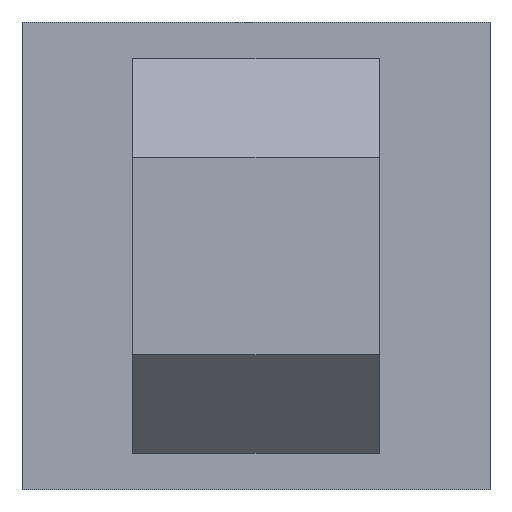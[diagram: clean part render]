
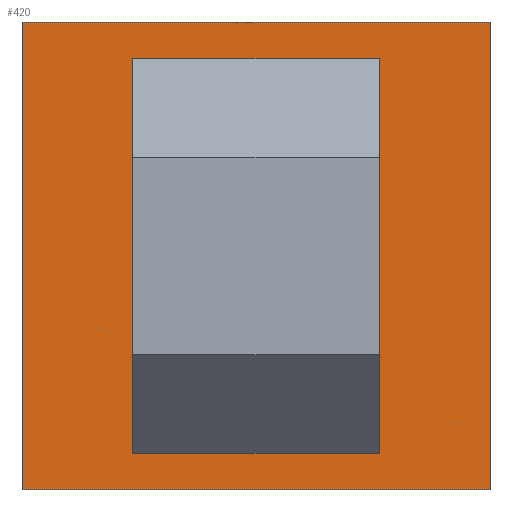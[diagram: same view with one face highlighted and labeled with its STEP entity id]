
A CAD part, front view. The second image highlights one B-rep face of the part: STEP entity #420.
In plain terms, the highlighted planar face has unit normal (0, -1, 0).
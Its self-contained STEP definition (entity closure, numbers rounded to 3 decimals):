
#6 = VECTOR ( 'NONE', #184, 1000. ) ;
#21 = VECTOR ( 'NONE', #186, 1000. ) ;
#22 = VECTOR ( 'NONE', #157, 1000. ) ;
#28 = VECTOR ( 'NONE', #265, 1000. ) ;
#29 = VECTOR ( 'NONE', #202, 1000. ) ;
#30 = VECTOR ( 'NONE', #262, 1000. ) ;
#37 = AXIS2_PLACEMENT_3D ( 'NONE', #234, #233, #232 ) ;
#47 = CIRCLE ( 'NONE', #37, 5. ) ;
#48 = VECTOR ( 'NONE', #215, 1000. ) ;
#60 = EDGE_CURVE ( 'NONE', #496, #476, #631, .T. ) ;
#61 = EDGE_CURVE ( 'NONE', #476, #477, #628, .T. ) ;
#73 = EDGE_CURVE ( 'NONE', #477, #471, #47, .T. ) ;
#95 = DIRECTION ( 'NONE',  ( 0., 0., 1. ) ) ;
#96 = CARTESIAN_POINT ( 'NONE',  ( -9.5, 0., -19. ) ) ;
#116 = DIRECTION ( 'NONE',  ( 0., 0., -1. ) ) ;
#117 = DIRECTION ( 'NONE',  ( 0., -1., 0. ) ) ;
#118 = CARTESIAN_POINT ( 'NONE',  ( 0., 0., -9.5 ) ) ;
#157 = DIRECTION ( 'NONE',  ( 1., 0., 0. ) ) ;
#158 = CARTESIAN_POINT ( 'NONE',  ( -9.5, 0., 0. ) ) ;
#184 = DIRECTION ( 'NONE',  ( 0., 0., 1. ) ) ;
#185 = CARTESIAN_POINT ( 'NONE',  ( 9.5, 0., -19. ) ) ;
#186 = DIRECTION ( 'NONE',  ( -1., 0., 0. ) ) ;
#187 = CARTESIAN_POINT ( 'NONE',  ( 0., 0., -4.5 ) ) ;
#202 = DIRECTION ( 'NONE',  ( 0., 0., 1. ) ) ;
#203 = CARTESIAN_POINT ( 'NONE',  ( 5., 0., -9.5 ) ) ;
#215 = DIRECTION ( 'NONE',  ( 1., 0., 0. ) ) ;
#216 = CARTESIAN_POINT ( 'NONE',  ( -9.5, 0., -19. ) ) ;
#232 = DIRECTION ( 'NONE',  ( 0., 0., -1. ) ) ;
#233 = DIRECTION ( 'NONE',  ( 0., -1., 0. ) ) ;
#234 = CARTESIAN_POINT ( 'NONE',  ( 0., 0., -9.5 ) ) ;
#262 = DIRECTION ( 'NONE',  ( 1., 0., 0. ) ) ;
#264 = CARTESIAN_POINT ( 'NONE',  ( 0., 0., -14.5 ) ) ;
#265 = DIRECTION ( 'NONE',  ( 0., 0., -1. ) ) ;
#267 = CARTESIAN_POINT ( 'NONE',  ( -5., 0., -9.5 ) ) ;
#278 = CARTESIAN_POINT ( 'NONE',  ( 5., 0., -4.5 ) ) ;
#295 = CARTESIAN_POINT ( 'NONE',  ( 0., 0., -4.5 ) ) ;
#297 = CARTESIAN_POINT ( 'NONE',  ( 9.5, 0., -19. ) ) ;
#298 = CARTESIAN_POINT ( 'NONE',  ( -5., 0., -9.5 ) ) ;
#314 = CARTESIAN_POINT ( 'NONE',  ( 9.5, 0., 0. ) ) ;
#315 = CARTESIAN_POINT ( 'NONE',  ( -9.5, 0., 0. ) ) ;
#319 = CARTESIAN_POINT ( 'NONE',  ( -9.5, 0., -19. ) ) ;
#324 = CARTESIAN_POINT ( 'NONE',  ( 0., 0., -14.5 ) ) ;
#325 = CARTESIAN_POINT ( 'NONE',  ( -5., 0., -14.5 ) ) ;
#329 = CARTESIAN_POINT ( 'NONE',  ( 5., 0., -9.5 ) ) ;
#348 = DIRECTION ( 'NONE',  ( 0., 0., -1. ) ) ;
#349 = DIRECTION ( 'NONE',  ( 0., -1., 0. ) ) ;
#350 = CARTESIAN_POINT ( 'NONE',  ( -9.5, 0., -19. ) ) ;
#351 = PLANE ( 'NONE',  #455 ) ;
#363 = EDGE_CURVE ( 'NONE', #480, #497, #613, .T. ) ;
#368 = EDGE_CURVE ( 'NONE', #471, #710, #629, .T. ) ;
#375 = EDGE_CURVE ( 'NONE', #710, #499, #601, .T. ) ;
#376 = EDGE_CURVE ( 'NONE', #497, #485, #600, .T. ) ;
#385 = EDGE_CURVE ( 'NONE', #484, #485, #592, .T. ) ;
#403 = EDGE_CURVE ( 'NONE', #499, #496, #431, .T. ) ;
#411 = EDGE_CURVE ( 'NONE', #480, #484, #566, .T. ) ;
#420 = ADVANCED_FACE ( 'NONE', ( #549, #547 ), #351, .T. ) ;
#431 = CIRCLE ( 'NONE', #461, 5. ) ;
#455 = AXIS2_PLACEMENT_3D ( 'NONE', #350, #349, #348 ) ;
#461 = AXIS2_PLACEMENT_3D ( 'NONE', #118, #117, #116 ) ;
#468 = VECTOR ( 'NONE', #95, 1000. ) ;
#471 = VERTEX_POINT ( 'NONE', #329 ) ;
#476 = VERTEX_POINT ( 'NONE', #325 ) ;
#477 = VERTEX_POINT ( 'NONE', #324 ) ;
#480 = VERTEX_POINT ( 'NONE', #319 ) ;
#484 = VERTEX_POINT ( 'NONE', #315 ) ;
#485 = VERTEX_POINT ( 'NONE', #314 ) ;
#496 = VERTEX_POINT ( 'NONE', #298 ) ;
#497 = VERTEX_POINT ( 'NONE', #297 ) ;
#499 = VERTEX_POINT ( 'NONE', #295 ) ;
#504 = ORIENTED_EDGE ( 'NONE', *, *, #385, .F. ) ;
#505 = ORIENTED_EDGE ( 'NONE', *, *, #363, .T. ) ;
#506 = ORIENTED_EDGE ( 'NONE', *, *, #411, .F. ) ;
#507 = ORIENTED_EDGE ( 'NONE', *, *, #376, .T. ) ;
#509 = ORIENTED_EDGE ( 'NONE', *, *, #403, .F. ) ;
#510 = ORIENTED_EDGE ( 'NONE', *, *, #368, .F. ) ;
#511 = ORIENTED_EDGE ( 'NONE', *, *, #375, .F. ) ;
#512 = ORIENTED_EDGE ( 'NONE', *, *, #73, .F. ) ;
#513 = ORIENTED_EDGE ( 'NONE', *, *, #61, .F. ) ;
#514 = ORIENTED_EDGE ( 'NONE', *, *, #60, .F. ) ;
#547 = FACE_BOUND ( 'NONE', #640, .T. ) ;
#549 = FACE_OUTER_BOUND ( 'NONE', #639, .T. ) ;
#566 = LINE ( 'NONE', #96, #468 ) ;
#592 = LINE ( 'NONE', #158, #22 ) ;
#600 = LINE ( 'NONE', #185, #6 ) ;
#601 = LINE ( 'NONE', #187, #21 ) ;
#613 = LINE ( 'NONE', #216, #48 ) ;
#628 = LINE ( 'NONE', #264, #30 ) ;
#629 = LINE ( 'NONE', #203, #29 ) ;
#631 = LINE ( 'NONE', #267, #28 ) ;
#639 = EDGE_LOOP ( 'NONE', ( #504, #506, #505, #507 ) ) ;
#640 = EDGE_LOOP ( 'NONE', ( #509, #511, #510, #512, #513, #514 ) ) ;
#710 = VERTEX_POINT ( 'NONE', #278 ) ;
